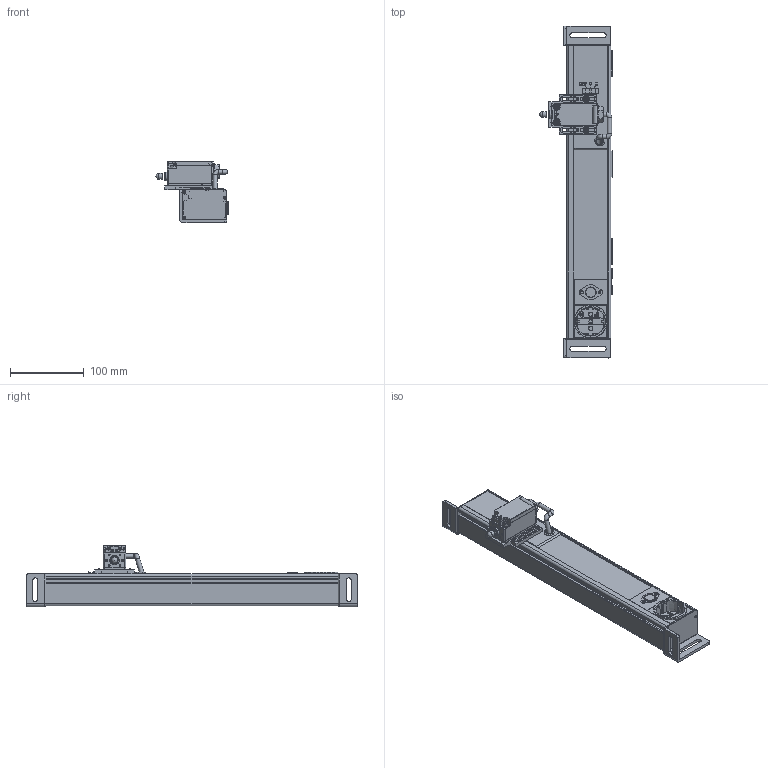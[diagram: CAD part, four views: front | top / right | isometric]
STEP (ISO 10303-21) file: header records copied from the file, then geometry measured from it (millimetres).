
FILE_DESCRIPTION(/* description */ (''),/* implementation_level */ '2;1');
FILE_NAME(/* name */ '111568_LED-A-450-SK-THS-E.stp',/* time_stamp */ '2023-06-12T15:16:23+02:00',/* author */ ('CAD'),/* organization */ (''),/* preprocessor_version */ 'ST-DEVELOPER v15.6',/* originating_system */ 'Autodesk Inventor 2015',/* authorisation */ '');
FILE_SCHEMA (('AUTOMOTIVE_DESIGN { 1 0 10303 214 3 1 1 }'));
Products named in the file (1): 111568_LED-A-450-SK-THS-E_Shrinkwrap_1
Bounding box: 98.45 x 450 x 83.3 mm (x, y, z)
Surface area: 242584.4 mm2 (no closed solid volume)
Topology: 0 solids, 115 shells, 2228 faces, 8488 edges, 6299 vertices
Faces by surface type: plane 1676, cylinder 414, bspline 62, cone 50, sphere 19, torus 7
Full cylindrical faces by diameter (mm): 2.797 x1, 2.8 x2, 3 x2, 3.5 x2, 4 x2, 5.5 x1, 6 x4, 8 x1, 8.5 x2, 14.5 x1, 24 x1
Entity records: 93614 total; most frequent: CARTESIAN_POINT 22331, ORIENTED_EDGE 13804, DIRECTION 13420, EDGE_CURVE 8432, LINE 6612, VECTOR 6612, VERTEX_POINT 6291, AXIS2_PLACEMENT_3D 3404
